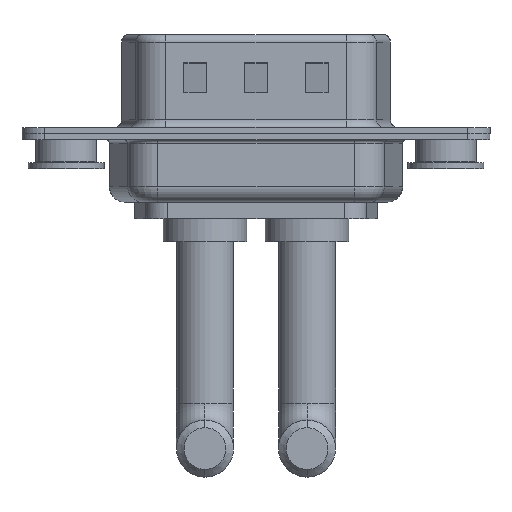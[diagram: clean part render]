
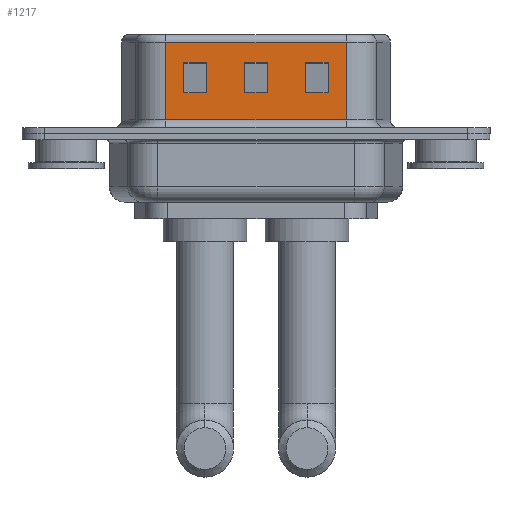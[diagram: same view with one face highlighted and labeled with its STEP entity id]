
A CAD part, front view. The second image highlights one B-rep face of the part: STEP entity #1217.
In plain terms, the highlighted planar face has unit normal (0, -1, 0).
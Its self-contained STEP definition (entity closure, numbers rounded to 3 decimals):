
#97 = VECTOR ( 'NONE', #777, 1000. ) ;
#99 = EDGE_LOOP ( 'NONE', ( #11544, #7585, #4646, #2531 ) ) ;
#478 = CARTESIAN_POINT ( 'NONE',  ( 15.75, -4.55, 4.705 ) ) ;
#643 = FACE_BOUND ( 'NONE', #99, .T. ) ;
#692 = LINE ( 'NONE', #12720, #1052 ) ;
#777 = DIRECTION ( 'NONE',  ( 0., 0., -1. ) ) ;
#786 = EDGE_CURVE ( 'NONE', #6806, #5953, #692, .T. ) ;
#819 = ORIENTED_EDGE ( 'NONE', *, *, #2196, .T. ) ;
#821 = CARTESIAN_POINT ( 'NONE',  ( 18.451, -4.55, 0.9 ) ) ;
#1052 = VECTOR ( 'NONE', #7259, 1000. ) ;
#1217 = ADVANCED_FACE ( 'NONE', ( #1722, #643, #9301, #1650 ), #2667, .F. ) ;
#1256 = CARTESIAN_POINT ( 'NONE',  ( 6.549, -4.55, 0.9 ) ) ;
#1387 = VECTOR ( 'NONE', #11717, 1000. ) ;
#1650 = FACE_OUTER_BOUND ( 'NONE', #11616, .T. ) ;
#1692 = LINE ( 'NONE', #10695, #12171 ) ;
#1712 = CARTESIAN_POINT ( 'NONE',  ( 17.25, -4.55, 6.52 ) ) ;
#1722 = FACE_BOUND ( 'NONE', #2468, .T. ) ;
#1760 = CARTESIAN_POINT ( 'NONE',  ( 18.451, -4.55, 2.705 ) ) ;
#1767 = CARTESIAN_POINT ( 'NONE',  ( 18.451, -4.55, 0.9 ) ) ;
#1836 = ORIENTED_EDGE ( 'NONE', *, *, #6149, .T. ) ;
#1867 = DIRECTION ( 'NONE',  ( -1., 0., 0. ) ) ;
#1896 = ORIENTED_EDGE ( 'NONE', *, *, #10034, .T. ) ;
#1997 = DIRECTION ( 'NONE',  ( -1., 0., 0. ) ) ;
#2000 = VERTEX_POINT ( 'NONE', #10980 ) ;
#2014 = VERTEX_POINT ( 'NONE', #12343 ) ;
#2041 = DIRECTION ( 'NONE',  ( 0., 0., -1. ) ) ;
#2196 = EDGE_CURVE ( 'NONE', #3904, #2000, #12708, .T. ) ;
#2250 = VECTOR ( 'NONE', #5084, 1000. ) ;
#2271 = VECTOR ( 'NONE', #5649, 1000. ) ;
#2275 = EDGE_CURVE ( 'NONE', #5445, #3904, #13998, .T. ) ;
#2468 = EDGE_LOOP ( 'NONE', ( #13612, #1896, #4468, #8551 ) ) ;
#2531 = ORIENTED_EDGE ( 'NONE', *, *, #5284, .T. ) ;
#2624 = LINE ( 'NONE', #9187, #4826 ) ;
#2667 = PLANE ( 'NONE',  #9587 ) ;
#2717 = LINE ( 'NONE', #8209, #1387 ) ;
#2764 = CARTESIAN_POINT ( 'NONE',  ( 6.549, -4.55, 6.02 ) ) ;
#2851 = VECTOR ( 'NONE', #3094, 1000. ) ;
#2925 = DIRECTION ( 'NONE',  ( 1., 0., 0. ) ) ;
#3094 = DIRECTION ( 'NONE',  ( -1., 0., 0. ) ) ;
#3103 = EDGE_CURVE ( 'NONE', #11779, #13583, #2717, .T. ) ;
#3482 = VERTEX_POINT ( 'NONE', #11547 ) ;
#3493 = VECTOR ( 'NONE', #12494, 1000. ) ;
#3538 = ORIENTED_EDGE ( 'NONE', *, *, #13425, .T. ) ;
#3576 = LINE ( 'NONE', #6878, #12608 ) ;
#3904 = VERTEX_POINT ( 'NONE', #13696 ) ;
#3919 = CARTESIAN_POINT ( 'NONE',  ( 9.25, -4.55, 4.705 ) ) ;
#4079 = CARTESIAN_POINT ( 'NONE',  ( 17.25, -4.55, 4.705 ) ) ;
#4231 = VECTOR ( 'NONE', #2041, 1000. ) ;
#4468 = ORIENTED_EDGE ( 'NONE', *, *, #7738, .T. ) ;
#4559 = EDGE_CURVE ( 'NONE', #3482, #6806, #5253, .T. ) ;
#4646 = ORIENTED_EDGE ( 'NONE', *, *, #786, .T. ) ;
#4746 = VERTEX_POINT ( 'NONE', #2764 ) ;
#4826 = VECTOR ( 'NONE', #5662, 1000. ) ;
#5035 = LINE ( 'NONE', #1712, #97 ) ;
#5057 = LINE ( 'NONE', #8236, #9511 ) ;
#5084 = DIRECTION ( 'NONE',  ( -1., 0., 0. ) ) ;
#5128 = DIRECTION ( 'NONE',  ( 0., 1., 0. ) ) ;
#5253 = LINE ( 'NONE', #6609, #11673 ) ;
#5255 = CARTESIAN_POINT ( 'NONE',  ( 14.451, -4.55, 2.705 ) ) ;
#5284 = EDGE_CURVE ( 'NONE', #5953, #11234, #12264, .T. ) ;
#5445 = VERTEX_POINT ( 'NONE', #5698 ) ;
#5649 = DIRECTION ( 'NONE',  ( 1., 0., 0. ) ) ;
#5662 = DIRECTION ( 'NONE',  ( 0., 0., 1. ) ) ;
#5698 = CARTESIAN_POINT ( 'NONE',  ( 13.25, -4.55, 4.705 ) ) ;
#5736 = CARTESIAN_POINT ( 'NONE',  ( 18.451, -4.55, 6.02 ) ) ;
#5953 = VERTEX_POINT ( 'NONE', #478 ) ;
#6149 = EDGE_CURVE ( 'NONE', #8693, #8883, #6164, .T. ) ;
#6164 = LINE ( 'NONE', #1767, #11758 ) ;
#6588 = CARTESIAN_POINT ( 'NONE',  ( 22.451, -4.55, 4.705 ) ) ;
#6609 = CARTESIAN_POINT ( 'NONE',  ( 22.451, -4.55, 2.705 ) ) ;
#6750 = DIRECTION ( 'NONE',  ( 0., 0., 1. ) ) ;
#6806 = VERTEX_POINT ( 'NONE', #9094 ) ;
#6878 = CARTESIAN_POINT ( 'NONE',  ( 18.451, -4.55, 4.705 ) ) ;
#7132 = CARTESIAN_POINT ( 'NONE',  ( 18.451, -4.55, 6.52 ) ) ;
#7259 = DIRECTION ( 'NONE',  ( 0., 0., 1. ) ) ;
#7585 = ORIENTED_EDGE ( 'NONE', *, *, #4559, .T. ) ;
#7738 = EDGE_CURVE ( 'NONE', #2014, #12253, #9196, .T. ) ;
#7830 = VECTOR ( 'NONE', #10040, 1000. ) ;
#7832 = EDGE_CURVE ( 'NONE', #4746, #8693, #9127, .T. ) ;
#8125 = CARTESIAN_POINT ( 'NONE',  ( 6.549, -4.55, 6.52 ) ) ;
#8209 = CARTESIAN_POINT ( 'NONE',  ( 9.25, -4.55, 6.52 ) ) ;
#8236 = CARTESIAN_POINT ( 'NONE',  ( 18.451, -4.55, 6.02 ) ) ;
#8359 = VECTOR ( 'NONE', #6750, 1000. ) ;
#8388 = ORIENTED_EDGE ( 'NONE', *, *, #7832, .T. ) ;
#8551 = ORIENTED_EDGE ( 'NONE', *, *, #13911, .T. ) ;
#8660 = ORIENTED_EDGE ( 'NONE', *, *, #13126, .F. ) ;
#8693 = VERTEX_POINT ( 'NONE', #1256 ) ;
#8698 = CARTESIAN_POINT ( 'NONE',  ( 7.75, -4.55, 4.705 ) ) ;
#8883 = VERTEX_POINT ( 'NONE', #821 ) ;
#9094 = CARTESIAN_POINT ( 'NONE',  ( 15.75, -4.55, 2.705 ) ) ;
#9127 = LINE ( 'NONE', #8125, #3493 ) ;
#9187 = CARTESIAN_POINT ( 'NONE',  ( 11.75, -4.55, 6.52 ) ) ;
#9196 = LINE ( 'NONE', #10267, #8359 ) ;
#9301 = FACE_BOUND ( 'NONE', #10228, .T. ) ;
#9340 = EDGE_CURVE ( 'NONE', #10022, #4746, #5057, .T. ) ;
#9511 = VECTOR ( 'NONE', #12605, 1000. ) ;
#9587 = AXIS2_PLACEMENT_3D ( 'NONE', #7132, #5128, #1867 ) ;
#9961 = ORIENTED_EDGE ( 'NONE', *, *, #13542, .T. ) ;
#10022 = VERTEX_POINT ( 'NONE', #5736 ) ;
#10034 = EDGE_CURVE ( 'NONE', #13583, #2014, #10120, .T. ) ;
#10040 = DIRECTION ( 'NONE',  ( 1., 0., 0. ) ) ;
#10120 = LINE ( 'NONE', #5255, #2851 ) ;
#10130 = EDGE_CURVE ( 'NONE', #11234, #3482, #5035, .T. ) ;
#10228 = EDGE_LOOP ( 'NONE', ( #9961, #11271, #819, #3538 ) ) ;
#10267 = CARTESIAN_POINT ( 'NONE',  ( 7.75, -4.55, 6.52 ) ) ;
#10695 = CARTESIAN_POINT ( 'NONE',  ( 18.451, -4.55, 6.52 ) ) ;
#10980 = CARTESIAN_POINT ( 'NONE',  ( 11.75, -4.55, 2.705 ) ) ;
#11234 = VERTEX_POINT ( 'NONE', #4079 ) ;
#11258 = DIRECTION ( 'NONE',  ( 1., 0., 0. ) ) ;
#11271 = ORIENTED_EDGE ( 'NONE', *, *, #2275, .T. ) ;
#11469 = CARTESIAN_POINT ( 'NONE',  ( 9.25, -4.55, 2.705 ) ) ;
#11544 = ORIENTED_EDGE ( 'NONE', *, *, #10130, .T. ) ;
#11547 = CARTESIAN_POINT ( 'NONE',  ( 17.25, -4.55, 2.705 ) ) ;
#11616 = EDGE_LOOP ( 'NONE', ( #8660, #12966, #8388, #1836 ) ) ;
#11673 = VECTOR ( 'NONE', #1997, 1000. ) ;
#11717 = DIRECTION ( 'NONE',  ( 0., 0., -1. ) ) ;
#11758 = VECTOR ( 'NONE', #2925, 1000. ) ;
#11779 = VERTEX_POINT ( 'NONE', #3919 ) ;
#11845 = CARTESIAN_POINT ( 'NONE',  ( 13.25, -4.55, 6.52 ) ) ;
#12171 = VECTOR ( 'NONE', #12785, 1000. ) ;
#12253 = VERTEX_POINT ( 'NONE', #8698 ) ;
#12264 = LINE ( 'NONE', #6588, #7830 ) ;
#12265 = VERTEX_POINT ( 'NONE', #14147 ) ;
#12343 = CARTESIAN_POINT ( 'NONE',  ( 7.75, -4.55, 2.705 ) ) ;
#12393 = CARTESIAN_POINT ( 'NONE',  ( 14.451, -4.55, 4.705 ) ) ;
#12494 = DIRECTION ( 'NONE',  ( 0., 0., -1. ) ) ;
#12605 = DIRECTION ( 'NONE',  ( -1., 0., 0. ) ) ;
#12608 = VECTOR ( 'NONE', #11258, 1000. ) ;
#12708 = LINE ( 'NONE', #1760, #2250 ) ;
#12720 = CARTESIAN_POINT ( 'NONE',  ( 15.75, -4.55, 6.52 ) ) ;
#12785 = DIRECTION ( 'NONE',  ( 0., 0., -1. ) ) ;
#12966 = ORIENTED_EDGE ( 'NONE', *, *, #9340, .T. ) ;
#13126 = EDGE_CURVE ( 'NONE', #10022, #8883, #1692, .T. ) ;
#13341 = LINE ( 'NONE', #12393, #2271 ) ;
#13425 = EDGE_CURVE ( 'NONE', #2000, #12265, #2624, .T. ) ;
#13542 = EDGE_CURVE ( 'NONE', #12265, #5445, #3576, .T. ) ;
#13583 = VERTEX_POINT ( 'NONE', #11469 ) ;
#13612 = ORIENTED_EDGE ( 'NONE', *, *, #3103, .T. ) ;
#13696 = CARTESIAN_POINT ( 'NONE',  ( 13.25, -4.55, 2.705 ) ) ;
#13911 = EDGE_CURVE ( 'NONE', #12253, #11779, #13341, .T. ) ;
#13998 = LINE ( 'NONE', #11845, #4231 ) ;
#14147 = CARTESIAN_POINT ( 'NONE',  ( 11.75, -4.55, 4.705 ) ) ;
